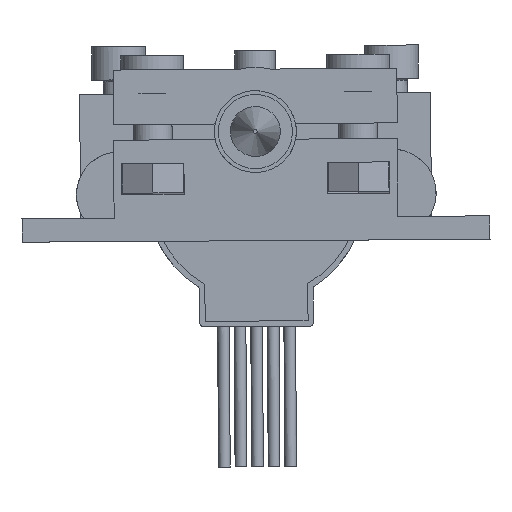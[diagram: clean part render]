
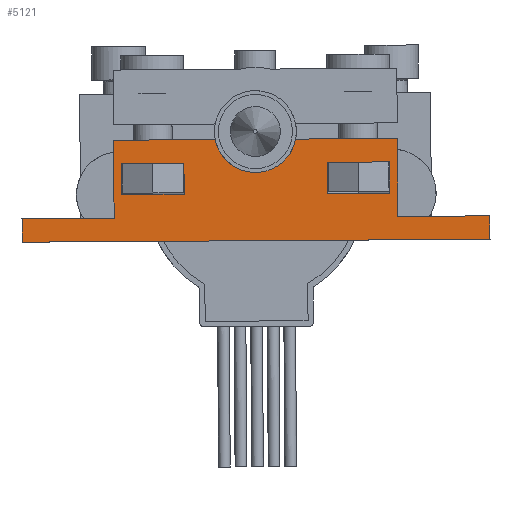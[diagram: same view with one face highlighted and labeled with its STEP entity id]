
A CAD part, front view. The second image highlights one B-rep face of the part: STEP entity #5121.
In plain terms, the highlighted planar face has unit normal (0, -1, 0).
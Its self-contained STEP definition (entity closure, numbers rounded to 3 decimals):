
#488=CIRCLE('',#6612,5.25);
#1589=ORIENTED_EDGE('',*,*,#2314,.F.);
#1590=ORIENTED_EDGE('',*,*,#2315,.F.);
#1591=ORIENTED_EDGE('',*,*,#2316,.F.);
#1592=ORIENTED_EDGE('',*,*,#2317,.T.);
#1593=ORIENTED_EDGE('',*,*,#2318,.T.);
#1594=ORIENTED_EDGE('',*,*,#2319,.T.);
#1595=ORIENTED_EDGE('',*,*,#2320,.F.);
#1596=ORIENTED_EDGE('',*,*,#2321,.F.);
#1597=ORIENTED_EDGE('',*,*,#2322,.T.);
#1598=ORIENTED_EDGE('',*,*,#2323,.T.);
#1599=ORIENTED_EDGE('',*,*,#2324,.T.);
#1600=ORIENTED_EDGE('',*,*,#2325,.T.);
#1601=ORIENTED_EDGE('',*,*,#2326,.T.);
#1602=ORIENTED_EDGE('',*,*,#2327,.T.);
#1603=ORIENTED_EDGE('',*,*,#2328,.F.);
#1604=ORIENTED_EDGE('',*,*,#2329,.T.);
#1605=ORIENTED_EDGE('',*,*,#2330,.F.);
#1606=ORIENTED_EDGE('',*,*,#2331,.F.);
#2314=EDGE_CURVE('',#2802,#2803,#3218,.T.);
#2315=EDGE_CURVE('',#2804,#2802,#3219,.T.);
#2316=EDGE_CURVE('',#2805,#2804,#3220,.T.);
#2317=EDGE_CURVE('',#2805,#2803,#3221,.T.);
#2318=EDGE_CURVE('',#2806,#2807,#3222,.T.);
#2319=EDGE_CURVE('',#2807,#2808,#3223,.T.);
#2320=EDGE_CURVE('',#2809,#2808,#3224,.T.);
#2321=EDGE_CURVE('',#2810,#2809,#3225,.T.);
#2322=EDGE_CURVE('',#2810,#2811,#3226,.T.);
#2323=EDGE_CURVE('',#2811,#2812,#3227,.T.);
#2324=EDGE_CURVE('',#2812,#2813,#3228,.T.);
#2325=EDGE_CURVE('',#2813,#2814,#3229,.T.);
#2326=EDGE_CURVE('',#2814,#2815,#488,.T.);
#2327=EDGE_CURVE('',#2815,#2806,#3230,.T.);
#2328=EDGE_CURVE('',#2816,#2817,#3231,.T.);
#2329=EDGE_CURVE('',#2816,#2818,#3232,.T.);
#2330=EDGE_CURVE('',#2819,#2818,#3233,.T.);
#2331=EDGE_CURVE('',#2817,#2819,#3234,.T.);
#2802=VERTEX_POINT('',#9519);
#2803=VERTEX_POINT('',#9520);
#2804=VERTEX_POINT('',#9522);
#2805=VERTEX_POINT('',#9524);
#2806=VERTEX_POINT('',#9527);
#2807=VERTEX_POINT('',#9528);
#2808=VERTEX_POINT('',#9530);
#2809=VERTEX_POINT('',#9532);
#2810=VERTEX_POINT('',#9534);
#2811=VERTEX_POINT('',#9536);
#2812=VERTEX_POINT('',#9538);
#2813=VERTEX_POINT('',#9540);
#2814=VERTEX_POINT('',#9542);
#2815=VERTEX_POINT('',#9544);
#2816=VERTEX_POINT('',#9547);
#2817=VERTEX_POINT('',#9548);
#2818=VERTEX_POINT('',#9550);
#2819=VERTEX_POINT('',#9552);
#3218=LINE('',#9518,#3643);
#3219=LINE('',#9521,#3644);
#3220=LINE('',#9523,#3645);
#3221=LINE('',#9525,#3646);
#3222=LINE('',#9526,#3647);
#3223=LINE('',#9529,#3648);
#3224=LINE('',#9531,#3649);
#3225=LINE('',#9533,#3650);
#3226=LINE('',#9535,#3651);
#3227=LINE('',#9537,#3652);
#3228=LINE('',#9539,#3653);
#3229=LINE('',#9541,#3654);
#3230=LINE('',#9545,#3655);
#3231=LINE('',#9546,#3656);
#3232=LINE('',#9549,#3657);
#3233=LINE('',#9551,#3658);
#3234=LINE('',#9553,#3659);
#3643=VECTOR('',#7987,1000.);
#3644=VECTOR('',#7988,1000.);
#3645=VECTOR('',#7989,1000.);
#3646=VECTOR('',#7990,1000.);
#3647=VECTOR('',#7991,1000.);
#3648=VECTOR('',#7992,1000.);
#3649=VECTOR('',#7993,1000.);
#3650=VECTOR('',#7994,1000.);
#3651=VECTOR('',#7995,1000.);
#3652=VECTOR('',#7996,1000.);
#3653=VECTOR('',#7997,1000.);
#3654=VECTOR('',#7998,1000.);
#3655=VECTOR('',#8001,1000.);
#3656=VECTOR('',#8002,1000.);
#3657=VECTOR('',#8003,1000.);
#3658=VECTOR('',#8004,1000.);
#3659=VECTOR('',#8005,1000.);
#4108=EDGE_LOOP('',(#1589,#1590,#1591,#1592));
#4109=EDGE_LOOP('',(#1593,#1594,#1595,#1596,#1597,#1598,#1599,#1600,#1601,
#1602));
#4110=EDGE_LOOP('',(#1603,#1604,#1605,#1606));
#4571=FACE_BOUND('',#4108,.T.);
#4572=FACE_BOUND('',#4109,.T.);
#4573=FACE_BOUND('',#4110,.T.);
#4820=PLANE('',#6611);
#5121=ADVANCED_FACE('',(#4571,#4572,#4573),#4820,.T.);
#6611=AXIS2_PLACEMENT_3D('',#9517,#7985,#7986);
#6612=AXIS2_PLACEMENT_3D('',#9543,#7999,#8000);
#7985=DIRECTION('',(0.,-1.,0.));
#7986=DIRECTION('',(0.,0.,-1.));
#7987=DIRECTION('',(1.,0.,0.));
#7988=DIRECTION('',(0.,0.,-1.));
#7989=DIRECTION('',(-1.,0.,0.));
#7990=DIRECTION('',(0.,0.,-1.));
#7991=DIRECTION('',(0.,0.,-1.));
#7992=DIRECTION('',(-1.,0.,0.));
#7993=DIRECTION('',(0.,0.,1.));
#7994=DIRECTION('',(-1.,0.,0.));
#7995=DIRECTION('',(0.,0.,1.));
#7996=DIRECTION('',(-1.,0.,0.));
#7997=DIRECTION('',(0.,0.,1.));
#7998=DIRECTION('',(-1.,0.,0.));
#7999=DIRECTION('',(0.,1.,0.));
#8000=DIRECTION('',(1.,0.,0.));
#8001=DIRECTION('',(-1.,0.,0.));
#8002=DIRECTION('',(-1.,0.,0.));
#8003=DIRECTION('',(0.,0.,-1.));
#8004=DIRECTION('',(1.,0.,0.));
#8005=DIRECTION('',(0.,0.,-1.));
#9517=CARTESIAN_POINT('',(0.,0.,0.));
#9518=CARTESIAN_POINT('',(2.016,0.,-8.));
#9519=CARTESIAN_POINT('',(9.189,0.,-8.));
#9520=CARTESIAN_POINT('',(17.189,0.,-8.));
#9521=CARTESIAN_POINT('',(9.189,0.,-4.));
#9522=CARTESIAN_POINT('',(9.189,0.,-4.));
#9523=CARTESIAN_POINT('',(9.189,0.,-4.));
#9524=CARTESIAN_POINT('',(17.189,0.,-4.));
#9525=CARTESIAN_POINT('',(17.189,0.,-4.));
#9526=CARTESIAN_POINT('',(-18.189,0.,-1.));
#9527=CARTESIAN_POINT('',(-18.189,0.,-1.));
#9528=CARTESIAN_POINT('',(-18.189,0.,-11.));
#9529=CARTESIAN_POINT('',(-18.189,0.,-11.));
#9530=CARTESIAN_POINT('',(-30.,0.,-11.));
#9531=CARTESIAN_POINT('',(-30.,0.,-14.));
#9532=CARTESIAN_POINT('',(-30.,0.,-14.));
#9533=CARTESIAN_POINT('',(30.,0.,-14.));
#9534=CARTESIAN_POINT('',(30.,0.,-14.));
#9535=CARTESIAN_POINT('',(30.,0.,-14.));
#9536=CARTESIAN_POINT('',(30.,0.,-11.));
#9537=CARTESIAN_POINT('',(-18.189,0.,-11.));
#9538=CARTESIAN_POINT('',(18.189,0.,-11.));
#9539=CARTESIAN_POINT('',(18.189,0.,-1.));
#9540=CARTESIAN_POINT('',(18.189,0.,-1.));
#9541=CARTESIAN_POINT('',(5.154,0.,-1.));
#9542=CARTESIAN_POINT('',(5.154,0.,-1.));
#9543=CARTESIAN_POINT('',(0.,0.,0.));
#9544=CARTESIAN_POINT('',(-5.154,0.,-1.));
#9545=CARTESIAN_POINT('',(-8.189,0.,-1.));
#9546=CARTESIAN_POINT('',(-17.189,0.,-4.));
#9547=CARTESIAN_POINT('',(-9.189,0.,-4.));
#9548=CARTESIAN_POINT('',(-17.189,0.,-4.));
#9549=CARTESIAN_POINT('',(-9.189,0.,-4.));
#9550=CARTESIAN_POINT('',(-9.189,0.,-8.));
#9551=CARTESIAN_POINT('',(-18.189,0.,-8.));
#9552=CARTESIAN_POINT('',(-17.189,0.,-8.));
#9553=CARTESIAN_POINT('',(-17.189,0.,-4.));
